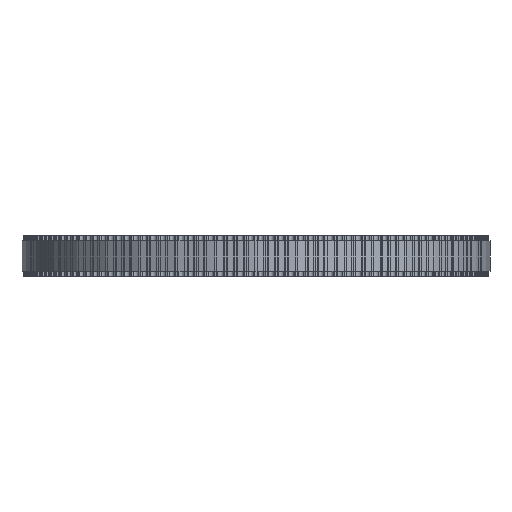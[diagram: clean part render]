
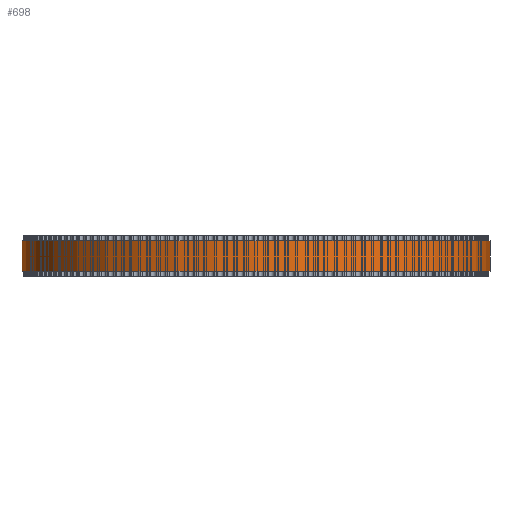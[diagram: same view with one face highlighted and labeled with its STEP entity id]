
A CAD part, front view. The second image highlights one B-rep face of the part: STEP entity #698.
In plain terms, the highlighted cylindrical face has radius 45.837 mm (diameter 91.673 mm), a full revolution.
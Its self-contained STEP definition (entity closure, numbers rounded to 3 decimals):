
#97=FACE_BOUND('',#2432,.T.);
#98=FACE_BOUND('',#2433,.T.);
#698=ADVANCED_FACE('',(#97,#98),#1275,.T.);
#1275=CYLINDRICAL_SURFACE('',#12815,45.837);
#2432=EDGE_LOOP('',(#7042));
#2433=EDGE_LOOP('',(#7043));
#7042=ORIENTED_EDGE('',*,*,#9926,.T.);
#7043=ORIENTED_EDGE('',*,*,#9927,.T.);
#8196=VERTEX_POINT('',#20320);
#8197=VERTEX_POINT('',#20322);
#9926=EDGE_CURVE('',#8196,#8196,#11080,.T.);
#9927=EDGE_CURVE('',#8197,#8197,#11081,.T.);
#11080=CIRCLE('',#12813,45.837);
#11081=CIRCLE('',#12814,45.837);
#12813=AXIS2_PLACEMENT_3D('',#20319,#16854,#16855);
#12814=AXIS2_PLACEMENT_3D('',#20321,#16856,#16857);
#12815=AXIS2_PLACEMENT_3D('',#20323,#16858,#16859);
#16854=DIRECTION('',(0.,0.,1.));
#16855=DIRECTION('',(1.,0.,0.));
#16856=DIRECTION('',(0.,0.,-1.));
#16857=DIRECTION('',(1.,0.,0.));
#16858=DIRECTION('',(0.,0.,1.));
#16859=DIRECTION('',(1.,0.,0.));
#20319=CARTESIAN_POINT('',(0.,0.,1.));
#20320=CARTESIAN_POINT('',(45.837,0.,1.));
#20321=CARTESIAN_POINT('',(0.,0.,7.));
#20322=CARTESIAN_POINT('',(45.837,0.,7.));
#20323=CARTESIAN_POINT('',(0.,0.,1.));
